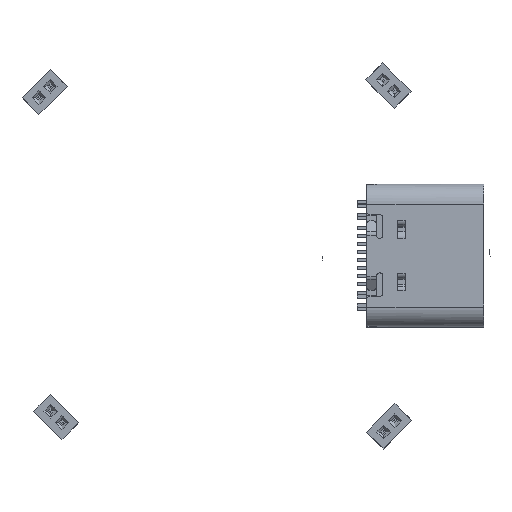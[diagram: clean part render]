
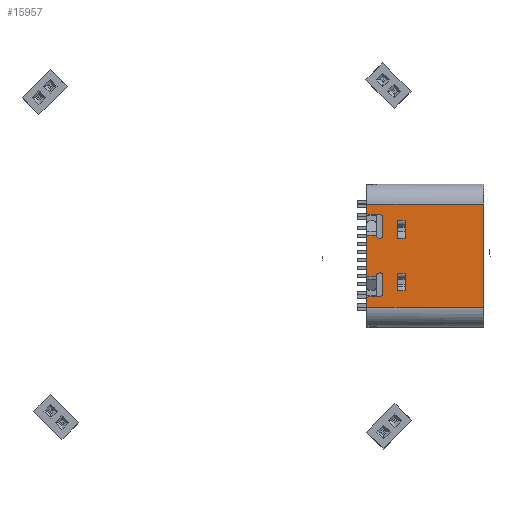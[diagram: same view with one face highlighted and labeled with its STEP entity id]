
A CAD part, top view. The second image highlights one B-rep face of the part: STEP entity #15957.
In plain terms, the highlighted face is planar.
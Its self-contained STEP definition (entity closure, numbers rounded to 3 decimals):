
#14413 = VERTEX_POINT('',#14414);
#14414 = CARTESIAN_POINT('',(2.196,3.31,-2.798));
#14423 = EDGE_CURVE('',#14413,#14424,#14426,.T.);
#14424 = VERTEX_POINT('',#14425);
#14425 = CARTESIAN_POINT('',(1.096,3.31,-2.798));
#14426 = LINE('',#14427,#14428);
#14427 = CARTESIAN_POINT('',(1.096,3.31,-2.799));
#14428 = VECTOR('',#14429,1.);
#14429 = DIRECTION('',(-1.,0.,0.));
#14488 = EDGE_CURVE('',#14489,#14491,#14493,.T.);
#14489 = VERTEX_POINT('',#14490);
#14490 = CARTESIAN_POINT('',(1.096,3.31,-2.3));
#14491 = VERTEX_POINT('',#14492);
#14492 = CARTESIAN_POINT('',(2.196,3.31,-2.3));
#14493 = LINE('',#14494,#14495);
#14494 = CARTESIAN_POINT('',(1.096,3.31,-2.299));
#14495 = VECTOR('',#14496,1.);
#14496 = DIRECTION('',(1.,0.,0.));
#14567 = VERTEX_POINT('',#14568);
#14568 = CARTESIAN_POINT('',(2.754,3.31,-4.705));
#14574 = EDGE_CURVE('',#14567,#14575,#14577,.T.);
#14575 = VERTEX_POINT('',#14576);
#14576 = CARTESIAN_POINT('',(3.22,3.31,-4.705));
#14577 = LINE('',#14578,#14579);
#14578 = CARTESIAN_POINT('',(0.,3.31,-4.705));
#14579 = VECTOR('',#14580,1.);
#14580 = DIRECTION('',(1.,0.,0.));
#14721 = EDGE_CURVE('',#14722,#14724,#14726,.T.);
#14722 = VERTEX_POINT('',#14723);
#14723 = CARTESIAN_POINT('',(-1.283,3.31,-4.705));
#14724 = VERTEX_POINT('',#14725);
#14725 = CARTESIAN_POINT('',(1.283,3.31,-4.705));
#14726 = LINE('',#14727,#14728);
#14727 = CARTESIAN_POINT('',(0.,3.31,-4.705));
#14728 = VECTOR('',#14729,1.);
#14729 = DIRECTION('',(1.,0.,0.));
#14800 = VERTEX_POINT('',#14801);
#14801 = CARTESIAN_POINT('',(3.22,3.31,2.6));
#15957 = ADVANCED_FACE('',(#15958,#15974,#16106),#16140,.F.);
#15958 = FACE_BOUND('',#15959,.T.);
#15959 = EDGE_LOOP('',(#15960,#15961,#15967,#15968));
#15960 = ORIENTED_EDGE('',*,*,#14488,.F.);
#15961 = ORIENTED_EDGE('',*,*,#15962,.T.);
#15962 = EDGE_CURVE('',#14489,#14424,#15963,.T.);
#15963 = LINE('',#15964,#15965);
#15964 = CARTESIAN_POINT('',(1.096,3.31,-2.301));
#15965 = VECTOR('',#15966,1.);
#15966 = DIRECTION('',(-0.,-0.,-1.));
#15967 = ORIENTED_EDGE('',*,*,#14423,.F.);
#15968 = ORIENTED_EDGE('',*,*,#15969,.F.);
#15969 = EDGE_CURVE('',#14491,#14413,#15970,.T.);
#15970 = LINE('',#15971,#15972);
#15971 = CARTESIAN_POINT('',(2.196,3.31,-2.301));
#15972 = VECTOR('',#15973,1.);
#15973 = DIRECTION('',(-0.,-0.,-1.));
#15974 = FACE_BOUND('',#15975,.T.);
#15975 = EDGE_LOOP('',(#15976,#15977,#15986,#15994,#16003,#16011,#16020,
    #16026,#16027,#16035,#16044,#16052,#16061,#16069,#16078,#16086,
    #16094,#16100));
#15976 = ORIENTED_EDGE('',*,*,#14574,.F.);
#15977 = ORIENTED_EDGE('',*,*,#15978,.F.);
#15978 = EDGE_CURVE('',#15979,#14567,#15981,.T.);
#15979 = VERTEX_POINT('',#15980);
#15980 = CARTESIAN_POINT('',(2.554,3.31,-4.505));
#15981 = CIRCLE('',#15982,0.2);
#15982 = AXIS2_PLACEMENT_3D('',#15983,#15984,#15985);
#15983 = CARTESIAN_POINT('',(2.754,3.31,-4.505));
#15984 = DIRECTION('',(0.,-1.,0.));
#15985 = DIRECTION('',(0.,0.,-1.));
#15986 = ORIENTED_EDGE('',*,*,#15987,.F.);
#15987 = EDGE_CURVE('',#15988,#15979,#15990,.T.);
#15988 = VERTEX_POINT('',#15989);
#15989 = CARTESIAN_POINT('',(2.554,3.31,-3.905));
#15990 = LINE('',#15991,#15992);
#15991 = CARTESIAN_POINT('',(2.554,3.31,-3.905));
#15992 = VECTOR('',#15993,1.);
#15993 = DIRECTION('',(0.,0.,-1.));
#15994 = ORIENTED_EDGE('',*,*,#15995,.F.);
#15995 = EDGE_CURVE('',#15996,#15988,#15998,.T.);
#15996 = VERTEX_POINT('',#15997);
#15997 = CARTESIAN_POINT('',(2.354,3.31,-3.705));
#15998 = CIRCLE('',#15999,0.2);
#15999 = AXIS2_PLACEMENT_3D('',#16000,#16001,#16002);
#16000 = CARTESIAN_POINT('',(2.354,3.31,-3.905));
#16001 = DIRECTION('',(0.,1.,0.));
#16002 = DIRECTION('',(0.,0.,1.));
#16003 = ORIENTED_EDGE('',*,*,#16004,.F.);
#16004 = EDGE_CURVE('',#16005,#15996,#16007,.T.);
#16005 = VERTEX_POINT('',#16006);
#16006 = CARTESIAN_POINT('',(1.283,3.31,-3.705));
#16007 = LINE('',#16008,#16009);
#16008 = CARTESIAN_POINT('',(1.283,3.31,-3.705));
#16009 = VECTOR('',#16010,1.);
#16010 = DIRECTION('',(1.,0.,0.));
#16011 = ORIENTED_EDGE('',*,*,#16012,.F.);
#16012 = EDGE_CURVE('',#16013,#16005,#16015,.T.);
#16013 = VERTEX_POINT('',#16014);
#16014 = CARTESIAN_POINT('',(1.283,3.31,-4.105));
#16015 = CIRCLE('',#16016,0.2);
#16016 = AXIS2_PLACEMENT_3D('',#16017,#16018,#16019);
#16017 = CARTESIAN_POINT('',(1.283,3.31,-3.905));
#16018 = DIRECTION('',(0.,1.,0.));
#16019 = DIRECTION('',(0.,0.,1.));
#16020 = ORIENTED_EDGE('',*,*,#16021,.T.);
#16021 = EDGE_CURVE('',#16013,#14724,#16022,.T.);
#16022 = LINE('',#16023,#16024);
#16023 = CARTESIAN_POINT('',(1.283,3.31,-4.105));
#16024 = VECTOR('',#16025,1.);
#16025 = DIRECTION('',(0.,0.,-1.));
#16026 = ORIENTED_EDGE('',*,*,#14721,.F.);
#16027 = ORIENTED_EDGE('',*,*,#16028,.F.);
#16028 = EDGE_CURVE('',#16029,#14722,#16031,.T.);
#16029 = VERTEX_POINT('',#16030);
#16030 = CARTESIAN_POINT('',(-1.283,3.31,-4.105));
#16031 = LINE('',#16032,#16033);
#16032 = CARTESIAN_POINT('',(-1.283,3.31,-4.105));
#16033 = VECTOR('',#16034,1.);
#16034 = DIRECTION('',(0.,0.,-1.));
#16035 = ORIENTED_EDGE('',*,*,#16036,.T.);
#16036 = EDGE_CURVE('',#16029,#16037,#16039,.T.);
#16037 = VERTEX_POINT('',#16038);
#16038 = CARTESIAN_POINT('',(-1.283,3.31,-3.705));
#16039 = CIRCLE('',#16040,0.2);
#16040 = AXIS2_PLACEMENT_3D('',#16041,#16042,#16043);
#16041 = CARTESIAN_POINT('',(-1.283,3.31,-3.905));
#16042 = DIRECTION('',(0.,-1.,0.));
#16043 = DIRECTION('',(0.,0.,1.));
#16044 = ORIENTED_EDGE('',*,*,#16045,.T.);
#16045 = EDGE_CURVE('',#16037,#16046,#16048,.T.);
#16046 = VERTEX_POINT('',#16047);
#16047 = CARTESIAN_POINT('',(-2.354,3.31,-3.705));
#16048 = LINE('',#16049,#16050);
#16049 = CARTESIAN_POINT('',(-1.283,3.31,-3.705));
#16050 = VECTOR('',#16051,1.);
#16051 = DIRECTION('',(-1.,0.,0.));
#16052 = ORIENTED_EDGE('',*,*,#16053,.T.);
#16053 = EDGE_CURVE('',#16046,#16054,#16056,.T.);
#16054 = VERTEX_POINT('',#16055);
#16055 = CARTESIAN_POINT('',(-2.554,3.31,-3.905));
#16056 = CIRCLE('',#16057,0.2);
#16057 = AXIS2_PLACEMENT_3D('',#16058,#16059,#16060);
#16058 = CARTESIAN_POINT('',(-2.354,3.31,-3.905));
#16059 = DIRECTION('',(0.,-1.,0.));
#16060 = DIRECTION('',(0.,0.,1.));
#16061 = ORIENTED_EDGE('',*,*,#16062,.T.);
#16062 = EDGE_CURVE('',#16054,#16063,#16065,.T.);
#16063 = VERTEX_POINT('',#16064);
#16064 = CARTESIAN_POINT('',(-2.554,3.31,-4.505));
#16065 = LINE('',#16066,#16067);
#16066 = CARTESIAN_POINT('',(-2.554,3.31,-3.905));
#16067 = VECTOR('',#16068,1.);
#16068 = DIRECTION('',(0.,0.,-1.));
#16069 = ORIENTED_EDGE('',*,*,#16070,.T.);
#16070 = EDGE_CURVE('',#16063,#16071,#16073,.T.);
#16071 = VERTEX_POINT('',#16072);
#16072 = CARTESIAN_POINT('',(-2.754,3.31,-4.705));
#16073 = CIRCLE('',#16074,0.2);
#16074 = AXIS2_PLACEMENT_3D('',#16075,#16076,#16077);
#16075 = CARTESIAN_POINT('',(-2.754,3.31,-4.505));
#16076 = DIRECTION('',(0.,1.,0.));
#16077 = DIRECTION('',(0.,0.,-1.));
#16078 = ORIENTED_EDGE('',*,*,#16079,.T.);
#16079 = EDGE_CURVE('',#16071,#16080,#16082,.T.);
#16080 = VERTEX_POINT('',#16081);
#16081 = CARTESIAN_POINT('',(-3.22,3.31,-4.705));
#16082 = LINE('',#16083,#16084);
#16083 = CARTESIAN_POINT('',(0.,3.31,-4.705));
#16084 = VECTOR('',#16085,1.);
#16085 = DIRECTION('',(-1.,0.,0.));
#16086 = ORIENTED_EDGE('',*,*,#16087,.T.);
#16087 = EDGE_CURVE('',#16080,#16088,#16090,.T.);
#16088 = VERTEX_POINT('',#16089);
#16089 = CARTESIAN_POINT('',(-3.22,3.31,2.6));
#16090 = LINE('',#16091,#16092);
#16091 = CARTESIAN_POINT('',(-3.22,3.31,-4.705));
#16092 = VECTOR('',#16093,1.);
#16093 = DIRECTION('',(0.,0.,1.));
#16094 = ORIENTED_EDGE('',*,*,#16095,.T.);
#16095 = EDGE_CURVE('',#16088,#14800,#16096,.T.);
#16096 = LINE('',#16097,#16098);
#16097 = CARTESIAN_POINT('',(0.,3.31,2.6));
#16098 = VECTOR('',#16099,1.);
#16099 = DIRECTION('',(1.,0.,0.));
#16100 = ORIENTED_EDGE('',*,*,#16101,.F.);
#16101 = EDGE_CURVE('',#14575,#14800,#16102,.T.);
#16102 = LINE('',#16103,#16104);
#16103 = CARTESIAN_POINT('',(3.22,3.31,-4.705));
#16104 = VECTOR('',#16105,1.);
#16105 = DIRECTION('',(0.,0.,1.));
#16106 = FACE_BOUND('',#16107,.T.);
#16107 = EDGE_LOOP('',(#16108,#16118,#16126,#16134));
#16108 = ORIENTED_EDGE('',*,*,#16109,.T.);
#16109 = EDGE_CURVE('',#16110,#16112,#16114,.T.);
#16110 = VERTEX_POINT('',#16111);
#16111 = CARTESIAN_POINT('',(-1.096,3.31,-2.3));
#16112 = VERTEX_POINT('',#16113);
#16113 = CARTESIAN_POINT('',(-2.196,3.31,-2.3));
#16114 = LINE('',#16115,#16116);
#16115 = CARTESIAN_POINT('',(-1.096,3.31,-2.299));
#16116 = VECTOR('',#16117,1.);
#16117 = DIRECTION('',(-1.,0.,0.));
#16118 = ORIENTED_EDGE('',*,*,#16119,.T.);
#16119 = EDGE_CURVE('',#16112,#16120,#16122,.T.);
#16120 = VERTEX_POINT('',#16121);
#16121 = CARTESIAN_POINT('',(-2.196,3.31,-2.798));
#16122 = LINE('',#16123,#16124);
#16123 = CARTESIAN_POINT('',(-2.196,3.31,-2.301));
#16124 = VECTOR('',#16125,1.);
#16125 = DIRECTION('',(0.,0.,-1.));
#16126 = ORIENTED_EDGE('',*,*,#16127,.T.);
#16127 = EDGE_CURVE('',#16120,#16128,#16130,.T.);
#16128 = VERTEX_POINT('',#16129);
#16129 = CARTESIAN_POINT('',(-1.096,3.31,-2.798));
#16130 = LINE('',#16131,#16132);
#16131 = CARTESIAN_POINT('',(-1.096,3.31,-2.799));
#16132 = VECTOR('',#16133,1.);
#16133 = DIRECTION('',(1.,0.,0.));
#16134 = ORIENTED_EDGE('',*,*,#16135,.F.);
#16135 = EDGE_CURVE('',#16110,#16128,#16136,.T.);
#16136 = LINE('',#16137,#16138);
#16137 = CARTESIAN_POINT('',(-1.096,3.31,-2.301));
#16138 = VECTOR('',#16139,1.);
#16139 = DIRECTION('',(0.,0.,-1.));
#16140 = PLANE('',#16141);
#16141 = AXIS2_PLACEMENT_3D('',#16142,#16143,#16144);
#16142 = CARTESIAN_POINT('',(0.,3.31,-4.705));
#16143 = DIRECTION('',(0.,-1.,0.));
#16144 = DIRECTION('',(1.,0.,0.));
